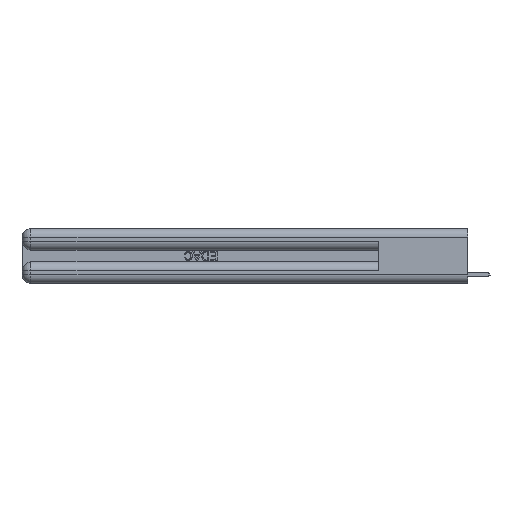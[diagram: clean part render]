
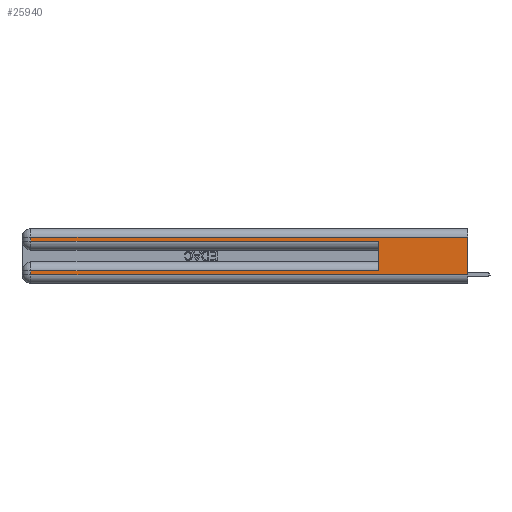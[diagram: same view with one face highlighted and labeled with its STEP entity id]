
A CAD part, left-side view. The second image highlights one B-rep face of the part: STEP entity #25940.
In plain terms, the highlighted planar face has unit normal (-1, 0, 0).
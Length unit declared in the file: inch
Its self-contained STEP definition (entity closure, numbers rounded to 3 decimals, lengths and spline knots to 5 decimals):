
#3 = EDGE_CURVE ( 'NONE', #9068, #4775, #9778, .T. ) ;
#151 = LINE ( 'NONE', #15712, #15760 ) ;
#1804 = VECTOR ( 'NONE', #29375, 39.37008 ) ;
#2114 = EDGE_CURVE ( 'NONE', #5530, #4748, #30834, .T. ) ;
#2548 = VECTOR ( 'NONE', #25559, 39.37008 ) ;
#2823 = VERTEX_POINT ( 'NONE', #16531 ) ;
#3671 = CARTESIAN_POINT ( 'NONE',  ( 0., 2.94, 0.37 ) ) ;
#4211 = ORIENTED_EDGE ( 'NONE', *, *, #23310, .T. ) ;
#4641 = ORIENTED_EDGE ( 'NONE', *, *, #6814, .F. ) ;
#4748 = VERTEX_POINT ( 'NONE', #12166 ) ;
#4775 = VERTEX_POINT ( 'NONE', #11985 ) ;
#4902 = VECTOR ( 'NONE', #8080, 39.37008 ) ;
#5177 = ORIENTED_EDGE ( 'NONE', *, *, #5799, .T. ) ;
#5530 = VERTEX_POINT ( 'NONE', #24519 ) ;
#5731 = CARTESIAN_POINT ( 'NONE',  ( 0., 0., 0.31 ) ) ;
#5799 = EDGE_CURVE ( 'NONE', #4775, #14396, #21560, .T. ) ;
#6614 = PLANE ( 'NONE',  #27450 ) ;
#6814 = EDGE_CURVE ( 'NONE', #19161, #2823, #17574, .T. ) ;
#7699 = ORIENTED_EDGE ( 'NONE', *, *, #3, .T. ) ;
#8080 = DIRECTION ( 'NONE',  ( 0., 1., 0. ) ) ;
#8802 = DIRECTION ( 'NONE',  ( 0., 0., 1. ) ) ;
#9068 = VERTEX_POINT ( 'NONE', #14411 ) ;
#9401 = VECTOR ( 'NONE', #16821, 39.37008 ) ;
#9778 = LINE ( 'NONE', #3671, #2548 ) ;
#11010 = ORIENTED_EDGE ( 'NONE', *, *, #2114, .T. ) ;
#11406 = CARTESIAN_POINT ( 'NONE',  ( 0., 0., 0.085 ) ) ;
#11985 = CARTESIAN_POINT ( 'NONE',  ( 0., 2.94, 0.06 ) ) ;
#12166 = CARTESIAN_POINT ( 'NONE',  ( 0., 2.94, 0.31 ) ) ;
#12744 = FACE_OUTER_BOUND ( 'NONE', #30189, .T. ) ;
#12779 = LINE ( 'NONE', #26742, #1804 ) ;
#14396 = VERTEX_POINT ( 'NONE', #20031 ) ;
#14411 = CARTESIAN_POINT ( 'NONE',  ( 0., 2.94, 0.085 ) ) ;
#15712 = CARTESIAN_POINT ( 'NONE',  ( 0., 2.94, 0.37 ) ) ;
#15760 = VECTOR ( 'NONE', #16585, 39.37008 ) ;
#16435 = CARTESIAN_POINT ( 'NONE',  ( 0., 0.6, 0.145 ) ) ;
#16531 = CARTESIAN_POINT ( 'NONE',  ( 0., 0.6, 0.285 ) ) ;
#16538 = LINE ( 'NONE', #11406, #9401 ) ;
#16585 = DIRECTION ( 'NONE',  ( 0., 0., -1. ) ) ;
#16821 = DIRECTION ( 'NONE',  ( 0., 1., 0. ) ) ;
#17574 = LINE ( 'NONE', #16435, #30836 ) ;
#17774 = DIRECTION ( 'NONE',  ( 0., 0., -1. ) ) ;
#19161 = VERTEX_POINT ( 'NONE', #25775 ) ;
#19666 = DIRECTION ( 'NONE',  ( 0., -1., 0. ) ) ;
#20031 = CARTESIAN_POINT ( 'NONE',  ( 0., 0., 0.06 ) ) ;
#20474 = ORIENTED_EDGE ( 'NONE', *, *, #25283, .T. ) ;
#21560 = LINE ( 'NONE', #22035, #33514 ) ;
#22035 = CARTESIAN_POINT ( 'NONE',  ( 0., 0., 0.06 ) ) ;
#23310 = EDGE_CURVE ( 'NONE', #4748, #30102, #151, .T. ) ;
#23740 = EDGE_CURVE ( 'NONE', #30102, #2823, #27718, .T. ) ;
#24076 = DIRECTION ( 'NONE',  ( 0., -1., 0. ) ) ;
#24519 = CARTESIAN_POINT ( 'NONE',  ( 0., 0., 0.31 ) ) ;
#25283 = EDGE_CURVE ( 'NONE', #19161, #9068, #16538, .T. ) ;
#25559 = DIRECTION ( 'NONE',  ( 0., 0., -1. ) ) ;
#25775 = CARTESIAN_POINT ( 'NONE',  ( 0., 0.6, 0.085 ) ) ;
#25940 = ADVANCED_FACE ( 'NONE', ( #12744 ), #6614, .F. ) ;
#26742 = CARTESIAN_POINT ( 'NONE',  ( 0., 0., 0.37 ) ) ;
#27450 = AXIS2_PLACEMENT_3D ( 'NONE', #28293, #34109, #17774 ) ;
#27559 = ORIENTED_EDGE ( 'NONE', *, *, #23740, .T. ) ;
#27718 = LINE ( 'NONE', #29528, #29822 ) ;
#28293 = CARTESIAN_POINT ( 'NONE',  ( 0., 0., 0.37 ) ) ;
#28814 = ORIENTED_EDGE ( 'NONE', *, *, #30787, .F. ) ;
#29375 = DIRECTION ( 'NONE',  ( 0., 0., -1. ) ) ;
#29528 = CARTESIAN_POINT ( 'NONE',  ( 0., 0., 0.285 ) ) ;
#29822 = VECTOR ( 'NONE', #24076, 39.37008 ) ;
#30102 = VERTEX_POINT ( 'NONE', #33648 ) ;
#30189 = EDGE_LOOP ( 'NONE', ( #28814, #11010, #4211, #27559, #4641, #20474, #7699, #5177 ) ) ;
#30787 = EDGE_CURVE ( 'NONE', #5530, #14396, #12779, .T. ) ;
#30834 = LINE ( 'NONE', #5731, #4902 ) ;
#30836 = VECTOR ( 'NONE', #8802, 39.37008 ) ;
#33514 = VECTOR ( 'NONE', #19666, 39.37008 ) ;
#33648 = CARTESIAN_POINT ( 'NONE',  ( 0., 2.94, 0.285 ) ) ;
#34109 = DIRECTION ( 'NONE',  ( 1., 0., 0. ) ) ;
